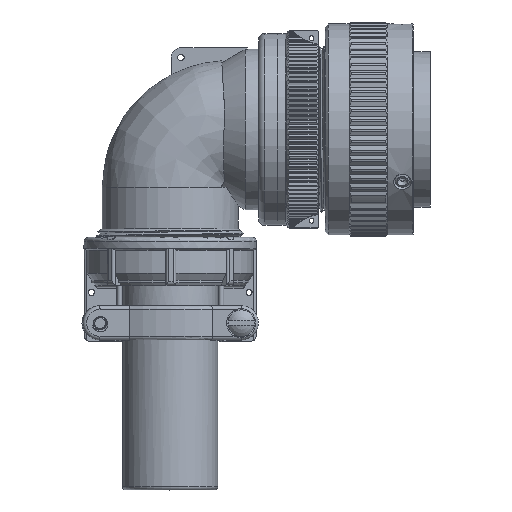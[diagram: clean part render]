
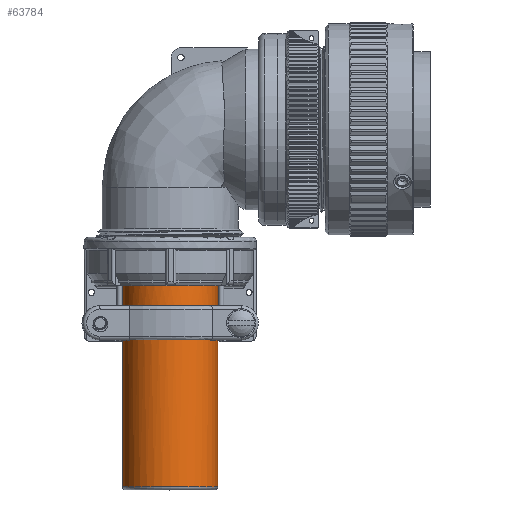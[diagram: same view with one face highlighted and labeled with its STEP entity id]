
A CAD part, top view. The second image highlights one B-rep face of the part: STEP entity #63784.
In plain terms, the highlighted cylindrical face has radius 11.8 mm (diameter 23.6 mm), a partial arc.
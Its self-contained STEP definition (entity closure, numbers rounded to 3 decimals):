
#3814=CARTESIAN_POINT('',(0.,-38.31,0.));
#3815=DIRECTION('',(0.,1.,0.));
#3816=DIRECTION('',(-1.,0.,0.008));
#3817=AXIS2_PLACEMENT_3D('',#3814,#3815,#3816);
#3824=DIRECTION('',(0.,1.,0.));
#3825=VECTOR('',#3824,50.011);
#3826=CARTESIAN_POINT('',(-11.8,-88.321,
0.098));
#3827=LINE('3840',#3826,#3825);
#3828=DIRECTION('',(0.,1.,0.));
#3829=VECTOR('',#3828,50.011);
#3830=CARTESIAN_POINT('',(11.8,-88.321,
-0.098));
#3831=LINE('3841',#3830,#3829);
#3832=CARTESIAN_POINT('',(0.,-88.321,
0.));
#3833=DIRECTION('',(0.,1.,0.));
#3834=DIRECTION('',(-1.,0.,0.008));
#3835=AXIS2_PLACEMENT_3D('',#3832,#3833,#3834);
#3837=DIRECTION('',(0.,-1.,0.));
#3838=VECTOR('',#3837,1.773);
#3839=CARTESIAN_POINT('',(10.436,-49.65,5.507));
#3840=LINE('3955',#3839,#3838);
#3841=CARTESIAN_POINT('',(0.,-49.65,0.));
#3842=DIRECTION('',(0.,-1.,0.));
#3843=DIRECTION('',(0.884,0.,0.467));
#3844=AXIS2_PLACEMENT_3D('',#3841,#3842,#3843);
#3846=DIRECTION('',(0.,-1.,0.));
#3847=VECTOR('',#3846,1.773);
#3848=CARTESIAN_POINT('',(-10.343,-49.65,5.68));
#3849=LINE('3957',#3848,#3847);
#3850=CARTESIAN_POINT('',(0.,-51.423,0.));
#3851=DIRECTION('',(0.,-1.,0.));
#3852=DIRECTION('',(0.884,0.,0.467));
#3853=AXIS2_PLACEMENT_3D('',#3850,#3851,#3852);
#3855=DIRECTION('',(0.,-1.,0.));
#3856=VECTOR('',#3855,1.953);
#3857=CARTESIAN_POINT('',(10.436,-44.237,5.507));
#3858=LINE('3956',#3857,#3856);
#3859=CARTESIAN_POINT('',(0.,-44.237,0.));
#3860=DIRECTION('',(0.,-1.,0.));
#3861=DIRECTION('',(0.884,0.,0.467));
#3862=AXIS2_PLACEMENT_3D('',#3859,#3860,#3861);
#3864=DIRECTION('',(0.,-1.,0.));
#3865=VECTOR('',#3864,1.953);
#3866=CARTESIAN_POINT('',(-10.343,-44.237,
5.68));
#3867=LINE('3958',#3866,#3865);
#3868=CARTESIAN_POINT('',(0.,-46.19,0.));
#3869=DIRECTION('',(0.,-1.,0.));
#3870=DIRECTION('',(0.884,0.,0.467));
#3871=AXIS2_PLACEMENT_3D('',#3868,#3869,#3870);
#57196=CARTESIAN_POINT('',(-11.8,-88.321,
0.098));
#57197=CARTESIAN_POINT('',(-11.8,-38.31,0.098));
#57198=VERTEX_POINT('',#57196);
#57199=VERTEX_POINT('',#57197);
#57200=CARTESIAN_POINT('',(11.8,-88.321,
-0.098));
#57201=CARTESIAN_POINT('',(11.8,-38.31,-0.098));
#57202=VERTEX_POINT('',#57200);
#57203=VERTEX_POINT('',#57201);
#57333=CARTESIAN_POINT('',(10.436,-49.65,5.507));
#57334=CARTESIAN_POINT('',(10.436,-51.423,
5.507));
#57335=VERTEX_POINT('',#57333);
#57336=VERTEX_POINT('',#57334);
#57337=CARTESIAN_POINT('',(10.436,-44.237,
5.507));
#57338=CARTESIAN_POINT('',(10.436,-46.19,5.507));
#57339=VERTEX_POINT('',#57337);
#57340=VERTEX_POINT('',#57338);
#57341=CARTESIAN_POINT('',(-10.343,-49.65,5.68));
#57342=CARTESIAN_POINT('',(-10.343,-51.423,
5.68));
#57343=VERTEX_POINT('',#57341);
#57344=VERTEX_POINT('',#57342);
#57345=CARTESIAN_POINT('',(-10.343,-44.237,
5.68));
#57346=CARTESIAN_POINT('',(-10.343,-46.19,5.68));
#57347=VERTEX_POINT('',#57345);
#57348=VERTEX_POINT('',#57346);
#63750=CARTESIAN_POINT('',(0.,-32.41,0.));
#63751=DIRECTION('',(0.,-1.,0.));
#63752=DIRECTION('',(1.,0.,-0.008));
#63753=AXIS2_PLACEMENT_3D('',#63750,#63751,#63752);
#63754=CYLINDRICAL_SURFACE('675',#63753,11.8);
#63756=ORIENTED_EDGE('3840',*,*,#63755,.T.);
#63757=ORIENTED_EDGE('3845',*,*,#63737,.T.);
#63759=ORIENTED_EDGE('3841',*,*,#63758,.F.);
#63761=ORIENTED_EDGE('3851',*,*,#63760,.F.);
#63762=EDGE_LOOP('675',(#63756,#63757,#63759,#63761));
#63763=FACE_OUTER_BOUND('675',#63762,.F.);
#63765=ORIENTED_EDGE('3955',*,*,#63764,.F.);
#63767=ORIENTED_EDGE('3961',*,*,#63766,.T.);
#63769=ORIENTED_EDGE('3957',*,*,#63768,.T.);
#63771=ORIENTED_EDGE('3959',*,*,#63770,.F.);
#63772=EDGE_LOOP('675',(#63765,#63767,#63769,#63771));
#63773=FACE_BOUND('675',#63772,.F.);
#63775=ORIENTED_EDGE('3956',*,*,#63774,.F.);
#63777=ORIENTED_EDGE('3960',*,*,#63776,.T.);
#63779=ORIENTED_EDGE('3958',*,*,#63778,.T.);
#63781=ORIENTED_EDGE('3962',*,*,#63780,.F.);
#63782=EDGE_LOOP('675',(#63775,#63777,#63779,#63781));
#63783=FACE_BOUND('675',#63782,.F.);
#3818=CIRCLE('3845',#3817,11.8);
#3836=CIRCLE('3851',#3835,11.8);
#3845=CIRCLE('3961',#3844,11.8);
#3854=CIRCLE('3959',#3853,11.8);
#3863=CIRCLE('3960',#3862,11.8);
#3872=CIRCLE('3962',#3871,11.8);
#63737=EDGE_CURVE('3845',#57199,#57203,#3818,.T.);
#63755=EDGE_CURVE('3840',#57198,#57199,#3827,.T.);
#63758=EDGE_CURVE('3841',#57202,#57203,#3831,.T.);
#63760=EDGE_CURVE('3851',#57198,#57202,#3836,.T.);
#63764=EDGE_CURVE('3955',#57335,#57336,#3840,.T.);
#63766=EDGE_CURVE('3961',#57335,#57343,#3845,.T.);
#63768=EDGE_CURVE('3957',#57343,#57344,#3849,.T.);
#63770=EDGE_CURVE('3959',#57336,#57344,#3854,.T.);
#63774=EDGE_CURVE('3956',#57339,#57340,#3858,.T.);
#63776=EDGE_CURVE('3960',#57339,#57347,#3863,.T.);
#63778=EDGE_CURVE('3958',#57347,#57348,#3867,.T.);
#63780=EDGE_CURVE('3962',#57340,#57348,#3872,.T.);
#63784=ADVANCED_FACE('675',(#63763,#63773,#63783),#63754,.T.);
